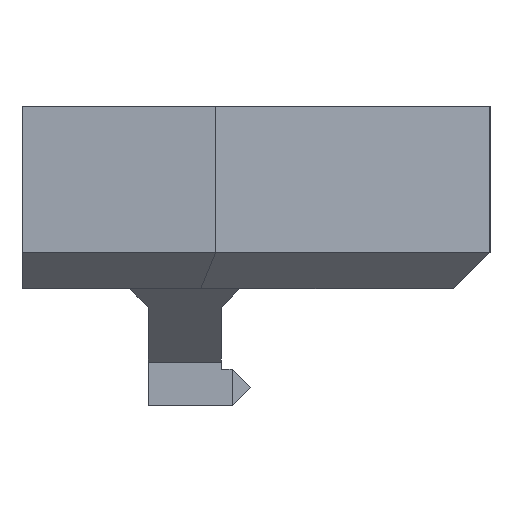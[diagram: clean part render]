
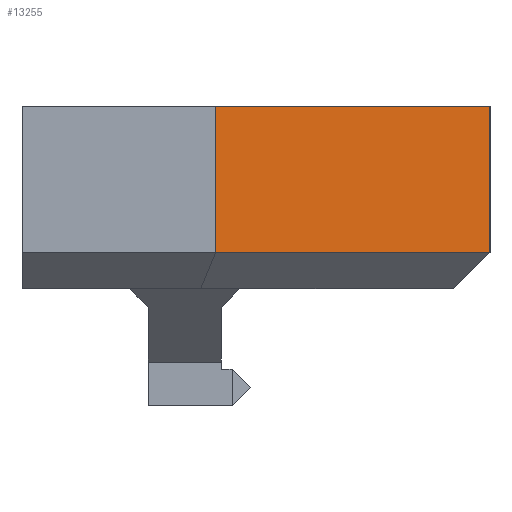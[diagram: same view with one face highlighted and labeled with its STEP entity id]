
A CAD part, left-side view. The second image highlights one B-rep face of the part: STEP entity #13255.
In plain terms, the highlighted planar face has unit normal (-0.707, -0.707, 0).
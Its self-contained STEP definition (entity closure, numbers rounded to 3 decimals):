
#647 = CARTESIAN_POINT ( 'NONE',  ( -58.5, 4.5, 10. ) ) ;
#1214 = CARTESIAN_POINT ( 'NONE',  ( -43.5, -10.5, 0. ) ) ;
#1679 = VERTEX_POINT ( 'NONE', #15844 ) ;
#1869 = VERTEX_POINT ( 'NONE', #647 ) ;
#2191 = DIRECTION ( 'NONE',  ( -0.707, -0.707, 0. ) ) ;
#2387 = LINE ( 'NONE', #13358, #12732 ) ;
#2525 = CARTESIAN_POINT ( 'NONE',  ( -58.5, 4.5, 10. ) ) ;
#3732 = LINE ( 'NONE', #1214, #11096 ) ;
#4498 = LINE ( 'NONE', #8381, #8056 ) ;
#5188 = LINE ( 'NONE', #2525, #12702 ) ;
#5638 = ORIENTED_EDGE ( 'NONE', *, *, #14979, .F. ) ;
#5882 = ORIENTED_EDGE ( 'NONE', *, *, #7523, .F. ) ;
#6005 = CARTESIAN_POINT ( 'NONE',  ( -43.5, -10.5, 0. ) ) ;
#6688 = CARTESIAN_POINT ( 'NONE',  ( -43.5, -10.5, 10. ) ) ;
#7147 = DIRECTION ( 'NONE',  ( 0., 0., 1. ) ) ;
#7523 = EDGE_CURVE ( 'NONE', #8450, #1679, #3732, .T. ) ;
#8056 = VECTOR ( 'NONE', #13280, 1000. ) ;
#8322 = EDGE_CURVE ( 'NONE', #15402, #1679, #4498, .T. ) ;
#8351 = EDGE_LOOP ( 'NONE', ( #13698, #12110, #5882, #5638 ) ) ;
#8381 = CARTESIAN_POINT ( 'NONE',  ( -43.5, -10.5, 2. ) ) ;
#8450 = VERTEX_POINT ( 'NONE', #6688 ) ;
#8660 = DIRECTION ( 'NONE',  ( 0., 0., -1. ) ) ;
#9481 = CARTESIAN_POINT ( 'NONE',  ( -58.5, 4.5, 2. ) ) ;
#9807 = DIRECTION ( 'NONE',  ( 0.707, -0.707, 0. ) ) ;
#10205 = AXIS2_PLACEMENT_3D ( 'NONE', #6005, #2191, #7147 ) ;
#10357 = EDGE_CURVE ( 'NONE', #15402, #1869, #5188, .T. ) ;
#11096 = VECTOR ( 'NONE', #8660, 1000. ) ;
#12110 = ORIENTED_EDGE ( 'NONE', *, *, #8322, .T. ) ;
#12434 = DIRECTION ( 'NONE',  ( 0., 0., 1. ) ) ;
#12702 = VECTOR ( 'NONE', #12434, 1000. ) ;
#12732 = VECTOR ( 'NONE', #9807, 1000. ) ;
#13255 = ADVANCED_FACE ( 'NONE', ( #13394 ), #14534, .T. ) ;
#13280 = DIRECTION ( 'NONE',  ( 0.707, -0.707, 0. ) ) ;
#13358 = CARTESIAN_POINT ( 'NONE',  ( -27., -27., 10. ) ) ;
#13394 = FACE_OUTER_BOUND ( 'NONE', #8351, .T. ) ;
#13698 = ORIENTED_EDGE ( 'NONE', *, *, #10357, .F. ) ;
#14534 = PLANE ( 'NONE',  #10205 ) ;
#14979 = EDGE_CURVE ( 'NONE', #1869, #8450, #2387, .T. ) ;
#15402 = VERTEX_POINT ( 'NONE', #9481 ) ;
#15844 = CARTESIAN_POINT ( 'NONE',  ( -43.5, -10.5, 2. ) ) ;
